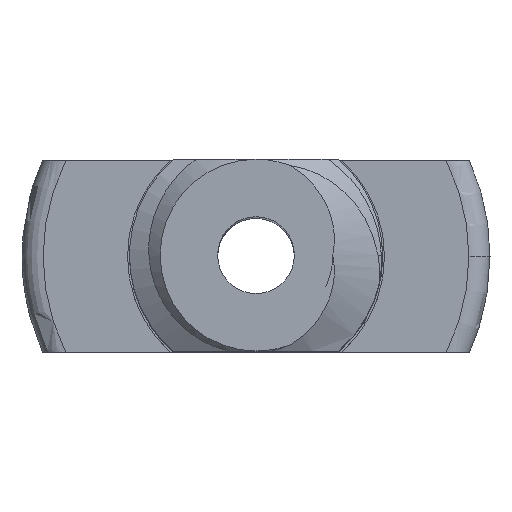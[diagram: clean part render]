
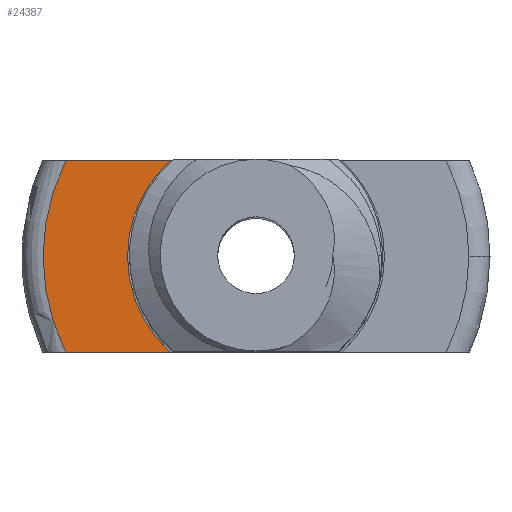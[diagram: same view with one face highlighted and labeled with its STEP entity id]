
A CAD part, top view. The second image highlights one B-rep face of the part: STEP entity #24387.
In plain terms, the highlighted planar face has unit normal (0, 0, 1).
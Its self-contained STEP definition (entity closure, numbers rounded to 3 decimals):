
#5340 = PLANE('',#5341);
#5341 = AXIS2_PLACEMENT_3D('',#5342,#5343,#5344);
#5342 = CARTESIAN_POINT('',(12.5,-2.5,39.74));
#5343 = DIRECTION('',(0.,1.,0.));
#5344 = DIRECTION('',(-1.,0.,0.));
#6129 = PLANE('',#6130);
#6130 = AXIS2_PLACEMENT_3D('',#6131,#6132,#6133);
#6131 = CARTESIAN_POINT('',(-12.5,2.5,39.74));
#6132 = DIRECTION('',(0.,-1.,0.));
#6133 = DIRECTION('',(1.,0.,0.));
#8553 = VERTEX_POINT('',#8554);
#8554 = CARTESIAN_POINT('',(-4.955,-2.5,0.));
#8606 = TOROIDAL_SURFACE('',#8607,5.55,0.55);
#8607 = AXIS2_PLACEMENT_3D('',#8608,#8609,#8610);
#8608 = CARTESIAN_POINT('',(0.,0.,-0.55)
  );
#8609 = DIRECTION('',(0.,0.,1.));
#8610 = DIRECTION('',(1.,0.,0.));
#8637 = EDGE_CURVE('',#8638,#8553,#8640,.T.);
#8638 = VERTEX_POINT('',#8639);
#8639 = CARTESIAN_POINT('',(-2.23,-2.5,0.));
#8640 = SURFACE_CURVE('',#8641,(#8645,#8652),.PCURVE_S1.);
#8641 = LINE('',#8642,#8643);
#8642 = CARTESIAN_POINT('',(6.25,-2.5,0.));
#8643 = VECTOR('',#8644,1.);
#8644 = DIRECTION('',(-1.,0.,0.));
#8645 = PCURVE('',#5340,#8646);
#8646 = DEFINITIONAL_REPRESENTATION('',(#8647),#8651);
#8647 = LINE('',#8648,#8649);
#8648 = CARTESIAN_POINT('',(6.25,-39.74));
#8649 = VECTOR('',#8650,1.);
#8650 = DIRECTION('',(1.,0.));
#8651 = ( GEOMETRIC_REPRESENTATION_CONTEXT(2) 
PARAMETRIC_REPRESENTATION_CONTEXT() REPRESENTATION_CONTEXT('2D SPACE',''
  ) );
#8652 = PCURVE('',#8653,#8658);
#8653 = PLANE('',#8654);
#8654 = AXIS2_PLACEMENT_3D('',#8655,#8656,#8657);
#8655 = CARTESIAN_POINT('',(0.,0.,
    0.));
#8656 = DIRECTION('',(0.,0.,-1.));
#8657 = DIRECTION('',(1.,0.,0.));
#8658 = DEFINITIONAL_REPRESENTATION('',(#8659),#8663);
#8659 = LINE('',#8660,#8661);
#8660 = CARTESIAN_POINT('',(6.25,2.5));
#8661 = VECTOR('',#8662,1.);
#8662 = DIRECTION('',(-1.,0.));
#8663 = ( GEOMETRIC_REPRESENTATION_CONTEXT(2) 
PARAMETRIC_REPRESENTATION_CONTEXT() REPRESENTATION_CONTEXT('2D SPACE',''
  ) );
#8679 = CYLINDRICAL_SURFACE('',#8680,3.35);
#8680 = AXIS2_PLACEMENT_3D('',#8681,#8682,#8683);
#8681 = CARTESIAN_POINT('',(0.,0.,1.8)
  );
#8682 = DIRECTION('',(0.,0.,-1.));
#8683 = DIRECTION('',(1.,0.,0.));
#22162 = VERTEX_POINT('',#22163);
#22163 = CARTESIAN_POINT('',(-2.23,2.5,0.));
#22184 = EDGE_CURVE('',#22185,#22162,#22187,.T.);
#22185 = VERTEX_POINT('',#22186);
#22186 = CARTESIAN_POINT('',(-4.955,2.5,0.));
#22187 = SURFACE_CURVE('',#22188,(#22192,#22199),.PCURVE_S1.);
#22188 = LINE('',#22189,#22190);
#22189 = CARTESIAN_POINT('',(-6.25,2.5,0.));
#22190 = VECTOR('',#22191,1.);
#22191 = DIRECTION('',(1.,0.,0.));
#22192 = PCURVE('',#6129,#22193);
#22193 = DEFINITIONAL_REPRESENTATION('',(#22194),#22198);
#22194 = LINE('',#22195,#22196);
#22195 = CARTESIAN_POINT('',(6.25,-39.74));
#22196 = VECTOR('',#22197,1.);
#22197 = DIRECTION('',(1.,0.));
#22198 = ( GEOMETRIC_REPRESENTATION_CONTEXT(2) 
PARAMETRIC_REPRESENTATION_CONTEXT() REPRESENTATION_CONTEXT('2D SPACE',''
  ) );
#22199 = PCURVE('',#8653,#22200);
#22200 = DEFINITIONAL_REPRESENTATION('',(#22201),#22205);
#22201 = LINE('',#22202,#22203);
#22202 = CARTESIAN_POINT('',(-6.25,-2.5));
#22203 = VECTOR('',#22204,1.);
#22204 = DIRECTION('',(1.,0.));
#22205 = ( GEOMETRIC_REPRESENTATION_CONTEXT(2) 
PARAMETRIC_REPRESENTATION_CONTEXT() REPRESENTATION_CONTEXT('2D SPACE',''
  ) );
#23919 = EDGE_CURVE('',#8638,#22162,#23920,.T.);
#23920 = SURFACE_CURVE('',#23921,(#23926,#23933),.PCURVE_S1.);
#23921 = CIRCLE('',#23922,3.35);
#23922 = AXIS2_PLACEMENT_3D('',#23923,#23924,#23925);
#23923 = CARTESIAN_POINT('',(0.,0.,
    0.));
#23924 = DIRECTION('',(0.,0.,-1.));
#23925 = DIRECTION('',(1.,0.,0.));
#23926 = PCURVE('',#8679,#23927);
#23927 = DEFINITIONAL_REPRESENTATION('',(#23928),#23932);
#23928 = LINE('',#23929,#23930);
#23929 = CARTESIAN_POINT('',(0.,1.8));
#23930 = VECTOR('',#23931,1.);
#23931 = DIRECTION('',(1.,0.));
#23932 = ( GEOMETRIC_REPRESENTATION_CONTEXT(2) 
PARAMETRIC_REPRESENTATION_CONTEXT() REPRESENTATION_CONTEXT('2D SPACE',''
  ) );
#23933 = PCURVE('',#8653,#23934);
#23934 = DEFINITIONAL_REPRESENTATION('',(#23935),#23939);
#23935 = CIRCLE('',#23936,3.35);
#23936 = AXIS2_PLACEMENT_2D('',#23937,#23938);
#23937 = CARTESIAN_POINT('',(0.,0.));
#23938 = DIRECTION('',(1.,0.));
#23939 = ( GEOMETRIC_REPRESENTATION_CONTEXT(2) 
PARAMETRIC_REPRESENTATION_CONTEXT() REPRESENTATION_CONTEXT('2D SPACE',''
  ) );
#24387 = ADVANCED_FACE('',(#24388),#8653,.F.);
#24388 = FACE_BOUND('',#24389,.T.);
#24389 = EDGE_LOOP('',(#24390,#24391,#24392,#24393));
#24390 = ORIENTED_EDGE('',*,*,#8637,.F.);
#24391 = ORIENTED_EDGE('',*,*,#23919,.T.);
#24392 = ORIENTED_EDGE('',*,*,#22184,.F.);
#24393 = ORIENTED_EDGE('',*,*,#24394,.F.);
#24394 = EDGE_CURVE('',#8553,#22185,#24395,.T.);
#24395 = SURFACE_CURVE('',#24396,(#24401,#24408),.PCURVE_S1.);
#24396 = CIRCLE('',#24397,5.55);
#24397 = AXIS2_PLACEMENT_3D('',#24398,#24399,#24400);
#24398 = CARTESIAN_POINT('',(0.,0.,
    0.));
#24399 = DIRECTION('',(0.,0.,-1.));
#24400 = DIRECTION('',(1.,0.,0.));
#24401 = PCURVE('',#8653,#24402);
#24402 = DEFINITIONAL_REPRESENTATION('',(#24403),#24407);
#24403 = CIRCLE('',#24404,5.55);
#24404 = AXIS2_PLACEMENT_2D('',#24405,#24406);
#24405 = CARTESIAN_POINT('',(0.,0.));
#24406 = DIRECTION('',(1.,0.));
#24407 = ( GEOMETRIC_REPRESENTATION_CONTEXT(2) 
PARAMETRIC_REPRESENTATION_CONTEXT() REPRESENTATION_CONTEXT('2D SPACE',''
  ) );
#24408 = PCURVE('',#8606,#24409);
#24409 = DEFINITIONAL_REPRESENTATION('',(#24410),#24414);
#24410 = LINE('',#24411,#24412);
#24411 = CARTESIAN_POINT('',(0.,7.854));
#24412 = VECTOR('',#24413,1.);
#24413 = DIRECTION('',(-1.,0.));
#24414 = ( GEOMETRIC_REPRESENTATION_CONTEXT(2) 
PARAMETRIC_REPRESENTATION_CONTEXT() REPRESENTATION_CONTEXT('2D SPACE',''
  ) );
